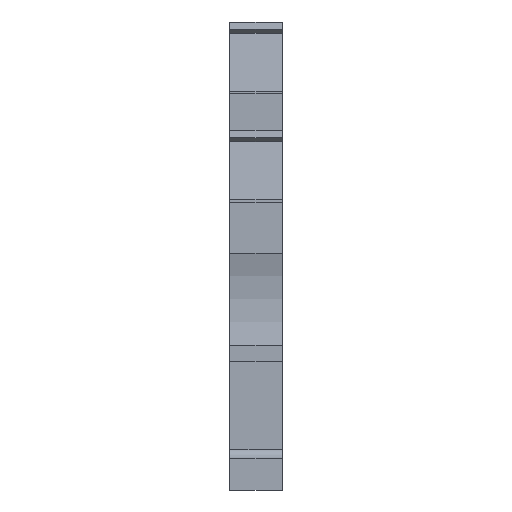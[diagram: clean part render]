
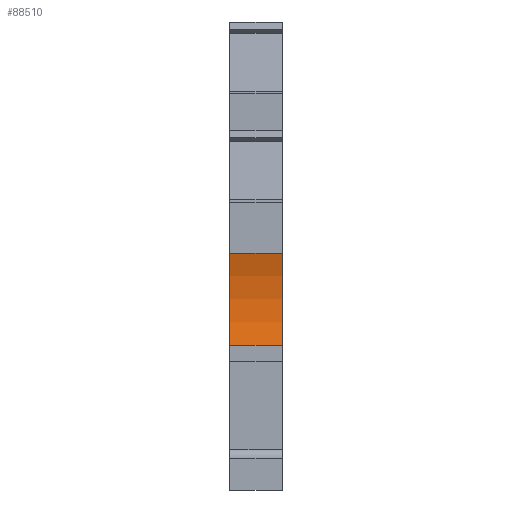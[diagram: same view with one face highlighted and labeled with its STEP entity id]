
A CAD part, front view. The second image highlights one B-rep face of the part: STEP entity #88510.
In plain terms, the highlighted cylindrical face has radius 15 mm (diameter 30 mm), a partial arc.
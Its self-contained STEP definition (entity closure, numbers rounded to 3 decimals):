
#4860=CARTESIAN_POINT('',(135.319,19.697,48.52));
#4870=VERTEX_POINT('',#4860);
#4900=CARTESIAN_POINT('',(121.01,15.197,48.52));
#4910=DIRECTION('',(0.,0.,1.));
#4920=DIRECTION('',(1.,0.,0.));
#4930=AXIS2_PLACEMENT_3D('',#4900,#4910,#4920);
#4940=CIRCLE('',#4930,15.);
#4950=CARTESIAN_POINT('',(135.319,10.697,48.52));
#4960=VERTEX_POINT('',#4950);
#4970=EDGE_CURVE('',#4960,#4870,#4940,.T.);
#66230=CARTESIAN_POINT('',(135.319,10.697,53.67));
#66240=VERTEX_POINT('',#66230);
#66340=CARTESIAN_POINT('',(135.319,10.697,53.67));
#66350=DIRECTION('',(0.,0.,1.));
#66360=VECTOR('',#66350,1.);
#66370=LINE('',#66340,#66360);
#66380=EDGE_CURVE('',#4960,#66240,#66370,.T.);
#66590=CARTESIAN_POINT('',(135.319,19.697,53.67));
#66600=VERTEX_POINT('',#66590);
#66650=CARTESIAN_POINT('',(135.319,19.697,53.67));
#66660=DIRECTION('',(0.,0.,1.));
#66670=VECTOR('',#66660,1.);
#66680=LINE('',#66650,#66670);
#66690=EDGE_CURVE('',#4870,#66600,#66680,.T.);
#88340=CARTESIAN_POINT('',(121.01,15.197,53.67));
#88350=DIRECTION('',(0.,0.,1.));
#88360=DIRECTION('',(1.,0.,0.));
#88370=AXIS2_PLACEMENT_3D('',#88340,#88350,#88360);
#88380=CYLINDRICAL_SURFACE('',#88370,15.);
#88390=CARTESIAN_POINT('',(121.01,15.197,53.67));
#88400=DIRECTION('',(0.,0.,1.));
#88410=DIRECTION('',(1.,0.,0.));
#88420=AXIS2_PLACEMENT_3D('',#88390,#88400,#88410);
#88430=CIRCLE('',#88420,15.);
#88440=EDGE_CURVE('',#66240,#66600,#88430,.T.);
#88450=ORIENTED_EDGE('',*,*,#88440,.T.);
#88460=ORIENTED_EDGE('',*,*,#66380,.T.);
#88470=ORIENTED_EDGE('',*,*,#4970,.F.);
#88480=ORIENTED_EDGE('',*,*,#66690,.F.);
#88490=EDGE_LOOP('',(#88480,#88470,#88460,#88450));
#88500=FACE_OUTER_BOUND('',#88490,.T.);
#88510=ADVANCED_FACE('',(#88500),#88380,.F.);
